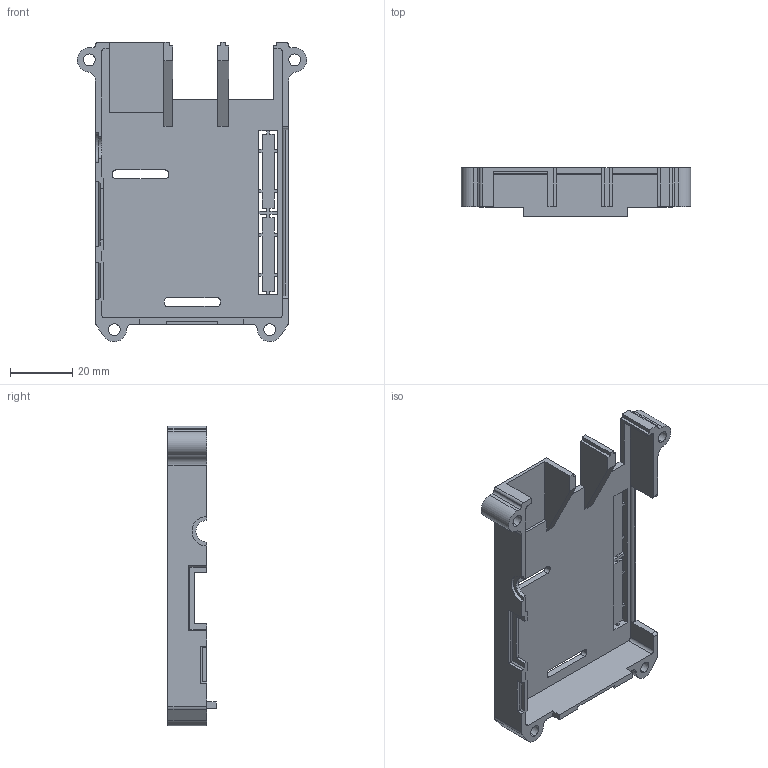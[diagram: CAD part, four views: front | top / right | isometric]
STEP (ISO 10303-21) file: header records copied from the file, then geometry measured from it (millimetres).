
FILE_DESCRIPTION(('FreeCAD Model'),'2;1');
FILE_NAME('Open CASCADE Shape Model','2021-06-05T19:28:24',(''),(''), 'Open CASCADE STEP processor 7.4','FreeCAD','Unknown');
FILE_SCHEMA(('AUTOMOTIVE_DESIGN { 1 0 10303 214 1 1 1 1 }'));
Length unit declared in the file: millimetre
Products named in the file (1): Fillet004
Bounding box: 73.78 x 15.5 x 96.25 mm (x, y, z)
Volume: 15747.8 mm3; surface area: 17245.7 mm2
Topology: 1 solids, 1 shells, 191 faces, 592 edges, 396 vertices
Faces by surface type: plane 147, cylinder 44
Full cylindrical faces by diameter (mm): 5.8 x4
Entity records: 14481 total; most frequent: CARTESIAN_POINT 2646, DIRECTION 2205, LINE 1592, VECTOR 1592, ORIENTED_EDGE 1184, PCURVE 1184, DEFINITIONAL_REPRESENTATION 1184, EDGE_CURVE 592
